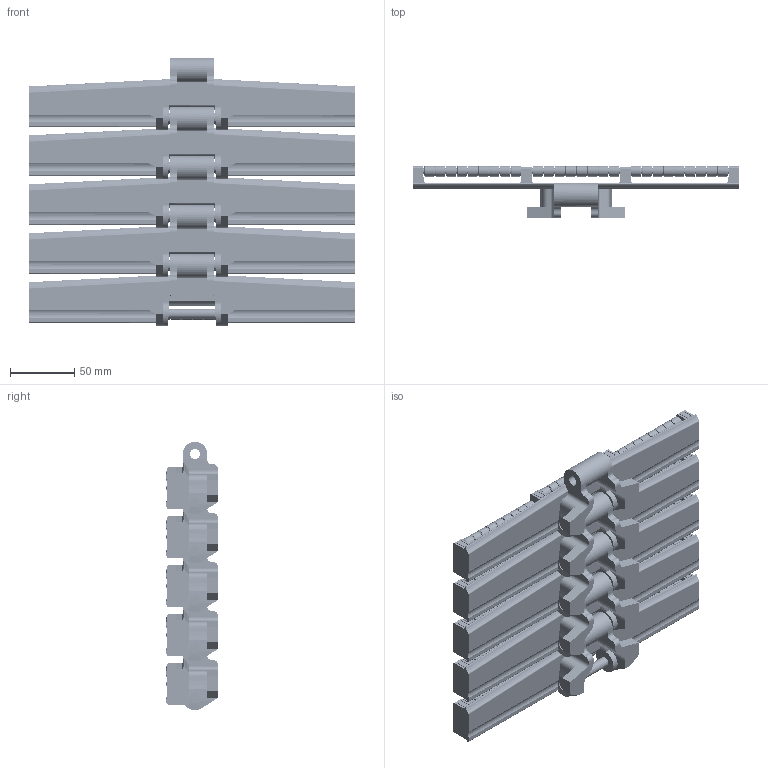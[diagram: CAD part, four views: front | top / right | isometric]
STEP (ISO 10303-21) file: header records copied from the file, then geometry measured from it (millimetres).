
FILE_DESCRIPTION (( 'STEP AP214' ), '1' );
FILE_NAME ('Rexnord-HDF LBP-HDF LBP -K 10 in.STEP', '2019-08-06T19:30:10', ( '' ), ( '' ), 'SwSTEP 2.0', 'SolidWorks 2019', '' );
FILE_SCHEMA (( 'AUTOMOTIVE_DESIGN' ));
Length unit declared in the file: millimetre
Products named in the file (8): MAGNETFLEX HEAVY DUTY LBP1_HDFM 1000 LBP; mid cap; rod_middle; pin; rod_86; end_cap; Rexnord-HDF LBP-HDF LBP -K 10 in; ROLLER
Assembly tree (365 placements, depth 2):
  Rexnord-HDF LBP-HDF LBP -K 10 in
    MAGNETFLEX HEAVY DUTY LBP1_HDFM 1000 LBP  x5
    pin  x5
    rod_86  x20
    ROLLER  x300
    end_cap  x10
    mid cap  x10
    rod_middle  x15
Bounding box: 254 x 40.4 x 208.9 mm (x, y, z)
Volume: 478052.9 mm3; surface area: 331830.2 mm2
Topology: 365 solids, 365 shells, 10965 faces, 24025 edges, 14380 vertices
Faces by surface type: torus 3600, cylinder 3165, plane 2950, cone 1200, bspline 50
Entity records: 18884 total; most frequent: CARTESIAN_POINT 3700, DIRECTION 3233, ORIENTED_EDGE 2690, EDGE_CURVE 1345, AXIS2_PLACEMENT_3D 1142, VECTOR 949, LINE 949, VERTEX_POINT 884
